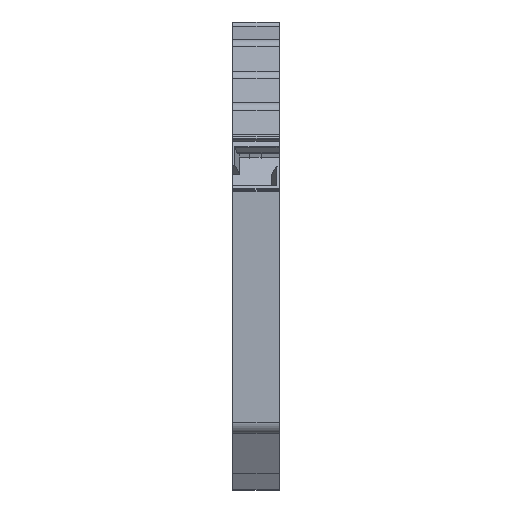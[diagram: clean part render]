
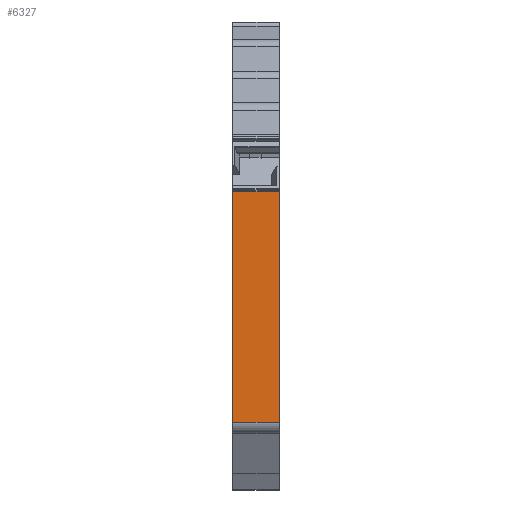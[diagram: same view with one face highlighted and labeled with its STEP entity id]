
A CAD part, front view. The second image highlights one B-rep face of the part: STEP entity #6327.
In plain terms, the highlighted planar face has unit normal (0, -1, 0).
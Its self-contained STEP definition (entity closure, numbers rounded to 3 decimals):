
#6307=AXIS2_PLACEMENT_3D('Plane Axis2P3D',#6304,#6305,#6306) ;
#1082=CARTESIAN_POINT('Vertex',(5.1,0.,33.036)) ;
#1085=CARTESIAN_POINT('Line Origine',(5.1,0.,20.261)) ;
#1089=CARTESIAN_POINT('Vertex',(5.1,0.,7.486)) ;
#6288=CARTESIAN_POINT('Vertex',(0.,0.,33.036)) ;
#6291=CARTESIAN_POINT('Line Origine',(0.,0.,33.036)) ;
#6304=CARTESIAN_POINT('Axis2P3D Location',(0.,0.,16.2)) ;
#6309=CARTESIAN_POINT('Line Origine',(0.,0.,20.261)) ;
#6313=CARTESIAN_POINT('Vertex',(0.,0.,7.486)) ;
#6316=CARTESIAN_POINT('Line Origine',(2.55,0.,7.486)) ;
#1086=DIRECTION('Vector Direction',(0.,0.,1.)) ;
#6292=DIRECTION('Vector Direction',(1.,0.,0.)) ;
#6305=DIRECTION('Axis2P3D Direction',(0.,-1.,0.)) ;
#6306=DIRECTION('Axis2P3D XDirection',(-1.,0.,0.)) ;
#6310=DIRECTION('Vector Direction',(0.,0.,1.)) ;
#6317=DIRECTION('Vector Direction',(1.,0.,0.)) ;
#1087=VECTOR('Line Direction',#1086,1.) ;
#6293=VECTOR('Line Direction',#6292,1.) ;
#6311=VECTOR('Line Direction',#6310,1.) ;
#6318=VECTOR('Line Direction',#6317,1.) ;
#6322=ORIENTED_EDGE('',*,*,#6315,.F.) ;
#6323=ORIENTED_EDGE('',*,*,#6320,.F.) ;
#6324=ORIENTED_EDGE('',*,*,#1091,.F.) ;
#6325=ORIENTED_EDGE('',*,*,#6295,.F.) ;
#6327=ADVANCED_FACE('V1',(#6326),#6308,.T.) ;
#1091=EDGE_CURVE('',#1083,#1090,#1088,.F.) ;
#6295=EDGE_CURVE('',#6289,#1083,#6294,.T.) ;
#6315=EDGE_CURVE('',#6314,#6289,#6312,.T.) ;
#6320=EDGE_CURVE('',#1090,#6314,#6319,.F.) ;
#6321=EDGE_LOOP('',(#6322,#6323,#6324,#6325)) ;
#6326=FACE_OUTER_BOUND('',#6321,.T.) ;
#1088=LINE('Line',#1085,#1087) ;
#6294=LINE('Line',#6291,#6293) ;
#6312=LINE('Line',#6309,#6311) ;
#6319=LINE('Line',#6316,#6318) ;
#6308=PLANE('',#6307) ;
#1083=VERTEX_POINT('',#1082) ;
#1090=VERTEX_POINT('',#1089) ;
#6289=VERTEX_POINT('',#6288) ;
#6314=VERTEX_POINT('',#6313) ;
